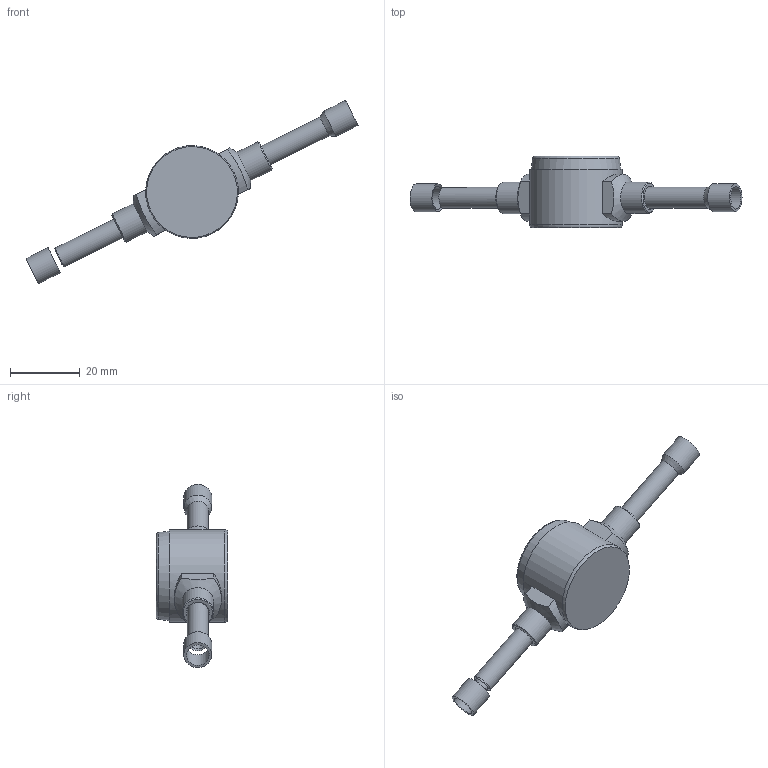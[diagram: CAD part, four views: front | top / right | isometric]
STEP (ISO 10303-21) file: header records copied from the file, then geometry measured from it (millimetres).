
FILE_DESCRIPTION(/* description */ (''),/* implementation_level */ '2;1');
FILE_NAME(/* name */ '014L0181R.stp',/* time_stamp */ '2022-08-31T17:10:06+03:00',/* author */ ('U403152'),/* organization */ (''),/* preprocessor_version */ 'ST-DEVELOPER v18.1',/* originating_system */ 'Autodesk Inventor 2020',/* authorisation */ '');
FILE_SCHEMA (('AUTOMOTIVE_DESIGN { 1 0 10303 214 3 1 1 }'));
Length unit declared in the file: millimetre
Products named in the file (1): Part1
Bounding box: 94.96 x 20.53 x 52.42 mm (x, y, z)
Volume: 10701.1 mm3; surface area: 7907.3 mm2
Topology: 1 solids, 20 shells, 417 faces, 1143 edges, 771 vertices
Faces by surface type: plane 221, bspline 145, cylinder 31, cone 17, torus 3
Full cylindrical faces by diameter (mm): 1.4 x2, 2 x1, 3 x1, 4 x1, 4.2 x1, 4.5 x2, 4.9 x1, 5 x2, 6 x2, 6.5 x2, 7 x1, 8 x2, 9 x2, 15.6 x1, 16 x1, 20 x3, 20.1 x1, 26.5 x1
Entity records: 24227 total; most frequent: CARTESIAN_POINT 14376, ORIENTED_EDGE 2284, DIRECTION 1525, EDGE_CURVE 1142, VERTEX_POINT 771, LINE 673, VECTOR 673, EDGE_LOOP 489
